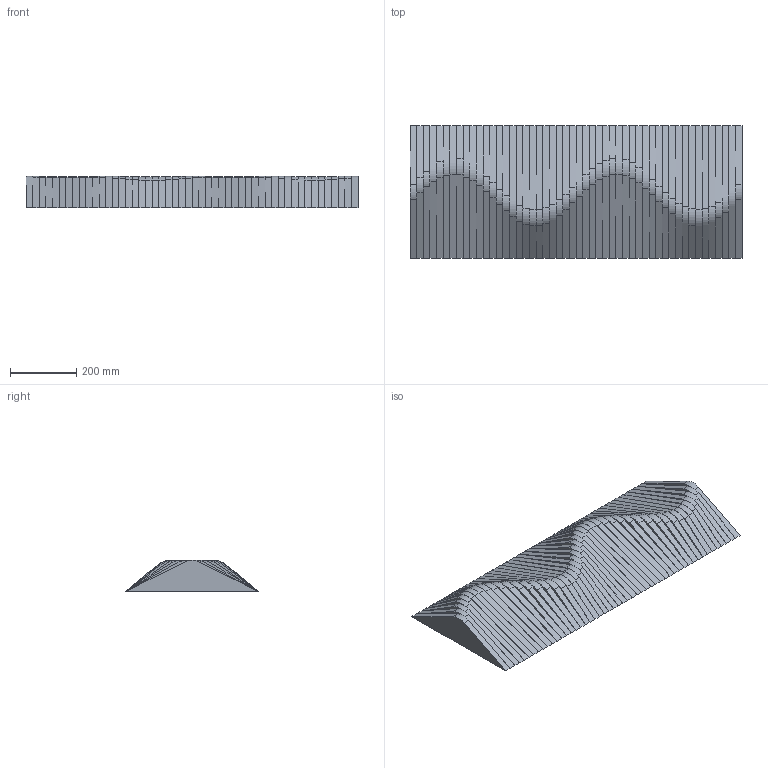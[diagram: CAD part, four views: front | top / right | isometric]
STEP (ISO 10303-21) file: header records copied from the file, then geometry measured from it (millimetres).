
FILE_DESCRIPTION(('Open CASCADE Model'),'2;1');
FILE_NAME('Open CASCADE Shape Model','2024-06-01T20:10:01',('Author'),( 'Open CASCADE'),'Open CASCADE STEP processor 7.7','Open CASCADE 7.7' ,'Unknown');
FILE_SCHEMA(('AUTOMOTIVE_DESIGN { 1 0 10303 214 1 1 1 1 }'));
Length unit declared in the file: millimetre
Products named in the file (101): 295b2184-2042-11ef-9612-acde48001122; tetrhadron 0; tetrhadron 0_part; tetrhadron 1; tetrhadron 1_part; tetrhadron 2; tetrhadron 2_part; tetrhadron 3; tetrhadron 3_part; tetrhadron 4; tetrhadron 4_part; tetrhadron 5; tetrhadron 5_part; tetrhadron 6; tetrhadron 6_part; tetrhadron 7; tetrhadron 7_part; tetrhadron 8; tetrhadron 8_part; tetrhadron 9; tetrhadron 9_part; tetrhadron 10; tetrhadron 10_part; tetrhadron 11; tetrhadron 11_part; tetrhadron 12; tetrhadron 12_part; tetrhadron 13; tetrhadron 13_part; tetrhadron 14; tetrhadron 14_part; tetrhadron 15; tetrhadron 15_part; tetrhadron 16; tetrhadron 16_part; tetrhadron 17; tetrhadron 17_part; tetrhadron 18; tetrhadron 18_part; tetrhadron 19 ...
Assembly tree (100 placements, depth 3):
  295b2184-2042-11ef-9612-acde48001122
    tetrhadron 0
      tetrhadron 0_part
    tetrhadron 1
      tetrhadron 1_part
    tetrhadron 2
      tetrhadron 2_part
    tetrhadron 3
      tetrhadron 3_part
    tetrhadron 4
      tetrhadron 4_part
    tetrhadron 5
      tetrhadron 5_part
    tetrhadron 6
      tetrhadron 6_part
    tetrhadron 7
      tetrhadron 7_part
    tetrhadron 8
      tetrhadron 8_part
    tetrhadron 9
      tetrhadron 9_part
    tetrhadron 10
      tetrhadron 10_part
    tetrhadron 11
      tetrhadron 11_part
    tetrhadron 12
      tetrhadron 12_part
    tetrhadron 13
      tetrhadron 13_part
    tetrhadron 14
      tetrhadron 14_part
    tetrhadron 15
      tetrhadron 15_part
    tetrhadron 16
      tetrhadron 16_part
    tetrhadron 17
      tetrhadron 17_part
    tetrhadron 18
      tetrhadron 18_part
    tetrhadron 19
      tetrhadron 19_part
    tetrhadron 20
      tetrhadron 20_part
    tetrhadron 21
      tetrhadron 21_part
    tetrhadron 22
      tetrhadron 22_part
    tetrhadron 23
      tetrhadron 23_part
    tetrhadron 24
      tetrhadron 24_part
    tetrhadron 25
      tetrhadron 25_part
    tetrhadron 26
      tetrhadron 26_part
    tetrhadron 27
      tetrhadron 27_part
    tetrhadron 28
      tetrhadron 28_part
    tetrhadron 29
Bounding box: 1000 x 400 x 94.1 mm (x, y, z)
Volume: 19890711.5 mm3; surface area: 2834932 mm2
Topology: 50 solids, 50 shells, 300 faces, 600 edges, 400 vertices
Faces by surface type: plane 250, cylinder 50
Entity records: 17216 total; most frequent: DIRECTION 2702, CARTESIAN_POINT 2601, LINE 1600, VECTOR 1600, ORIENTED_EDGE 1200, PCURVE 1200, DEFINITIONAL_REPRESENTATION 1200, EDGE_CURVE 600
